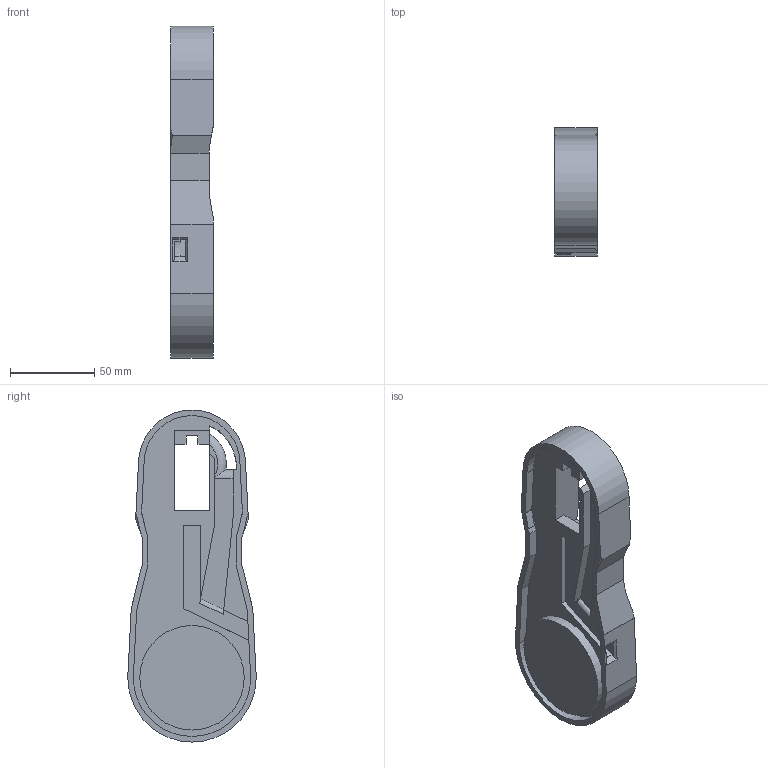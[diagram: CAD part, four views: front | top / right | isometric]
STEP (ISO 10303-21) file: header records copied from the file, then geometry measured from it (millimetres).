
FILE_DESCRIPTION(/* description */ (''),/* implementation_level */ '2;1');
FILE_NAME(/* name */ 'Arm Connector 1 Part 1.step',/* time_stamp */ '2025-12-02T22:42:36-08:00',/* author */ (''),/* organization */ (''),/* preprocessor_version */ 'ST-DEVELOPER v20.1',/* originating_system */ 'Autodesk Translation Framework v14.21.0.0',/* authorisation */ '');
FILE_SCHEMA (('AUTOMOTIVE_DESIGN { 1 0 10303 214 3 1 1 }'));
Length unit declared in the file: metre
Products named in the file (1): Arm Connector 1 Part 1
Bounding box: 25.4 x 76.2 x 196.85 mm (x, y, z)
Volume: 208405 mm3; surface area: 46138.7 mm2
Topology: 1 solids, 1 shells, 110 faces, 314 edges, 208 vertices
Faces by surface type: plane 85, cylinder 18, bspline 6, torus 1
Full cylindrical faces by diameter (mm): 2.54 x4, 50.8 x1, 61.976 x1
Entity records: 4004 total; most frequent: CARTESIAN_POINT 1098, ORIENTED_EDGE 628, DIRECTION 543, EDGE_CURVE 314, LINE 255, VECTOR 255, VERTEX_POINT 208, AXIS2_PLACEMENT_3D 144
